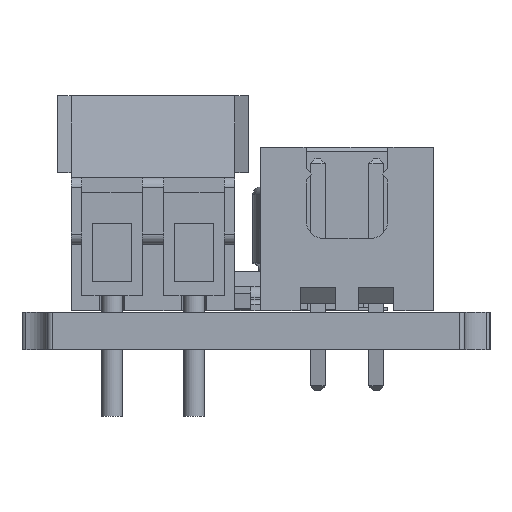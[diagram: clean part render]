
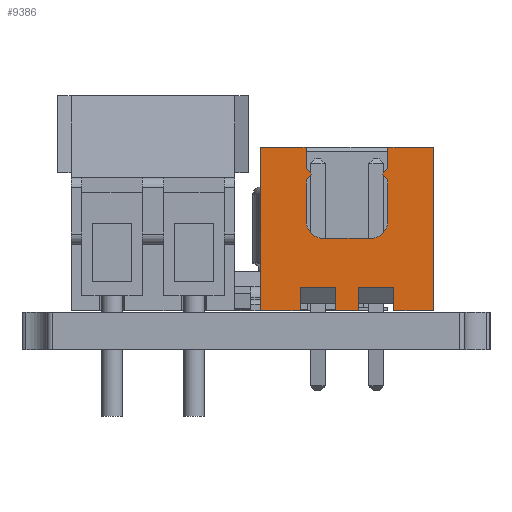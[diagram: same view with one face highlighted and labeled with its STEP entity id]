
A CAD part, left-side view. The second image highlights one B-rep face of the part: STEP entity #9386.
In plain terms, the highlighted face is planar.
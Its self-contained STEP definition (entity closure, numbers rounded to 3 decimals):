
#8831 = VERTEX_POINT('',#8832);
#8832 = CARTESIAN_POINT('',(-2.45,2.35,0.));
#8840 = EDGE_CURVE('',#8831,#8841,#8843,.T.);
#8841 = VERTEX_POINT('',#8842);
#8842 = CARTESIAN_POINT('',(-2.45,2.35,7.));
#8843 = LINE('',#8844,#8845);
#8844 = CARTESIAN_POINT('',(-2.45,2.35,0.));
#8845 = VECTOR('',#8846,1.);
#8846 = DIRECTION('',(0.,0.,1.));
#9032 = VERTEX_POINT('',#9033);
#9033 = CARTESIAN_POINT('',(4.95,2.35,0.));
#9075 = VERTEX_POINT('',#9076);
#9076 = CARTESIAN_POINT('',(4.95,2.35,7.));
#9082 = EDGE_CURVE('',#9032,#9075,#9083,.T.);
#9083 = LINE('',#9084,#9085);
#9084 = CARTESIAN_POINT('',(4.95,2.35,0.));
#9085 = VECTOR('',#9086,1.);
#9086 = DIRECTION('',(0.,0.,1.));
#9189 = VERTEX_POINT('',#9190);
#9190 = CARTESIAN_POINT('',(-0.75,2.35,0.));
#9196 = EDGE_CURVE('',#9189,#8831,#9197,.T.);
#9197 = LINE('',#9198,#9199);
#9198 = CARTESIAN_POINT('',(4.95,2.35,0.));
#9199 = VECTOR('',#9200,1.);
#9200 = DIRECTION('',(-1.,0.,0.));
#9368 = VERTEX_POINT('',#9369);
#9369 = CARTESIAN_POINT('',(-0.5,2.35,7.));
#9375 = EDGE_CURVE('',#9368,#8841,#9376,.T.);
#9376 = LINE('',#9377,#9378);
#9377 = CARTESIAN_POINT('',(4.95,2.35,7.));
#9378 = VECTOR('',#9379,1.);
#9379 = DIRECTION('',(-1.,0.,0.));
#9386 = ADVANCED_FACE('',(#9387),#9551,.F.);
#9387 = FACE_BOUND('',#9388,.F.);
#9388 = EDGE_LOOP('',(#9389,#9397,#9398,#9406,#9414,#9422,#9430,#9438,
    #9447,#9455,#9464,#9472,#9480,#9488,#9494,#9495,#9496,#9497,#9505,
    #9513,#9521,#9529,#9537,#9545));
#9389 = ORIENTED_EDGE('',*,*,#9390,.F.);
#9390 = EDGE_CURVE('',#9032,#9391,#9393,.T.);
#9391 = VERTEX_POINT('',#9392);
#9392 = CARTESIAN_POINT('',(3.25,2.35,0.));
#9393 = LINE('',#9394,#9395);
#9394 = CARTESIAN_POINT('',(4.95,2.35,0.));
#9395 = VECTOR('',#9396,1.);
#9396 = DIRECTION('',(-1.,0.,0.));
#9397 = ORIENTED_EDGE('',*,*,#9082,.T.);
#9398 = ORIENTED_EDGE('',*,*,#9399,.T.);
#9399 = EDGE_CURVE('',#9075,#9400,#9402,.T.);
#9400 = VERTEX_POINT('',#9401);
#9401 = CARTESIAN_POINT('',(3.,2.35,7.));
#9402 = LINE('',#9403,#9404);
#9403 = CARTESIAN_POINT('',(4.95,2.35,7.));
#9404 = VECTOR('',#9405,1.);
#9405 = DIRECTION('',(-1.,0.,0.));
#9406 = ORIENTED_EDGE('',*,*,#9407,.F.);
#9407 = EDGE_CURVE('',#9408,#9400,#9410,.T.);
#9408 = VERTEX_POINT('',#9409);
#9409 = CARTESIAN_POINT('',(3.,2.35,6.1));
#9410 = LINE('',#9411,#9412);
#9411 = CARTESIAN_POINT('',(3.,2.35,6.1));
#9412 = VECTOR('',#9413,1.);
#9413 = DIRECTION('',(0.,0.,1.));
#9414 = ORIENTED_EDGE('',*,*,#9415,.F.);
#9415 = EDGE_CURVE('',#9416,#9408,#9418,.T.);
#9416 = VERTEX_POINT('',#9417);
#9417 = CARTESIAN_POINT('',(2.75,2.35,5.85));
#9418 = LINE('',#9419,#9420);
#9419 = CARTESIAN_POINT('',(2.75,2.35,5.85));
#9420 = VECTOR('',#9421,1.);
#9421 = DIRECTION('',(0.707,0.,0.707)
  );
#9422 = ORIENTED_EDGE('',*,*,#9423,.F.);
#9423 = EDGE_CURVE('',#9424,#9416,#9426,.T.);
#9424 = VERTEX_POINT('',#9425);
#9425 = CARTESIAN_POINT('',(3.,2.35,5.6));
#9426 = LINE('',#9427,#9428);
#9427 = CARTESIAN_POINT('',(3.,2.35,5.6));
#9428 = VECTOR('',#9429,1.);
#9429 = DIRECTION('',(-0.707,0.,0.707)
  );
#9430 = ORIENTED_EDGE('',*,*,#9431,.F.);
#9431 = EDGE_CURVE('',#9432,#9424,#9434,.T.);
#9432 = VERTEX_POINT('',#9433);
#9433 = CARTESIAN_POINT('',(3.,2.35,3.85));
#9434 = LINE('',#9435,#9436);
#9435 = CARTESIAN_POINT('',(3.,2.35,3.1));
#9436 = VECTOR('',#9437,1.);
#9437 = DIRECTION('',(0.,0.,1.));
#9438 = ORIENTED_EDGE('',*,*,#9439,.F.);
#9439 = EDGE_CURVE('',#9440,#9432,#9442,.T.);
#9440 = VERTEX_POINT('',#9441);
#9441 = CARTESIAN_POINT('',(2.25,2.35,3.1));
#9442 = CIRCLE('',#9443,0.75);
#9443 = AXIS2_PLACEMENT_3D('',#9444,#9445,#9446);
#9444 = CARTESIAN_POINT('',(2.25,2.35,3.85));
#9445 = DIRECTION('',(0.,-1.,0.));
#9446 = DIRECTION('',(0.,0.,1.));
#9447 = ORIENTED_EDGE('',*,*,#9448,.F.);
#9448 = EDGE_CURVE('',#9449,#9440,#9451,.T.);
#9449 = VERTEX_POINT('',#9450);
#9450 = CARTESIAN_POINT('',(0.25,2.35,3.1));
#9451 = LINE('',#9452,#9453);
#9452 = CARTESIAN_POINT('',(1.25,2.35,3.1));
#9453 = VECTOR('',#9454,1.);
#9454 = DIRECTION('',(1.,0.,0.));
#9455 = ORIENTED_EDGE('',*,*,#9456,.T.);
#9456 = EDGE_CURVE('',#9449,#9457,#9459,.T.);
#9457 = VERTEX_POINT('',#9458);
#9458 = CARTESIAN_POINT('',(-0.5,2.35,3.85));
#9459 = CIRCLE('',#9460,0.75);
#9460 = AXIS2_PLACEMENT_3D('',#9461,#9462,#9463);
#9461 = CARTESIAN_POINT('',(0.25,2.35,3.85));
#9462 = DIRECTION('',(0.,1.,-0.));
#9463 = DIRECTION('',(0.,0.,1.));
#9464 = ORIENTED_EDGE('',*,*,#9465,.T.);
#9465 = EDGE_CURVE('',#9457,#9466,#9468,.T.);
#9466 = VERTEX_POINT('',#9467);
#9467 = CARTESIAN_POINT('',(-0.5,2.35,5.6));
#9468 = LINE('',#9469,#9470);
#9469 = CARTESIAN_POINT('',(-0.5,2.35,3.1));
#9470 = VECTOR('',#9471,1.);
#9471 = DIRECTION('',(0.,0.,1.));
#9472 = ORIENTED_EDGE('',*,*,#9473,.T.);
#9473 = EDGE_CURVE('',#9466,#9474,#9476,.T.);
#9474 = VERTEX_POINT('',#9475);
#9475 = CARTESIAN_POINT('',(-0.25,2.35,5.85));
#9476 = LINE('',#9477,#9478);
#9477 = CARTESIAN_POINT('',(-0.5,2.35,5.6));
#9478 = VECTOR('',#9479,1.);
#9479 = DIRECTION('',(0.707,0.,0.707)
  );
#9480 = ORIENTED_EDGE('',*,*,#9481,.T.);
#9481 = EDGE_CURVE('',#9474,#9482,#9484,.T.);
#9482 = VERTEX_POINT('',#9483);
#9483 = CARTESIAN_POINT('',(-0.5,2.35,6.1));
#9484 = LINE('',#9485,#9486);
#9485 = CARTESIAN_POINT('',(-0.25,2.35,5.85));
#9486 = VECTOR('',#9487,1.);
#9487 = DIRECTION('',(-0.707,0.,0.707)
  );
#9488 = ORIENTED_EDGE('',*,*,#9489,.T.);
#9489 = EDGE_CURVE('',#9482,#9368,#9490,.T.);
#9490 = LINE('',#9491,#9492);
#9491 = CARTESIAN_POINT('',(-0.5,2.35,6.1));
#9492 = VECTOR('',#9493,1.);
#9493 = DIRECTION('',(0.,0.,1.));
#9494 = ORIENTED_EDGE('',*,*,#9375,.T.);
#9495 = ORIENTED_EDGE('',*,*,#8840,.F.);
#9496 = ORIENTED_EDGE('',*,*,#9196,.F.);
#9497 = ORIENTED_EDGE('',*,*,#9498,.T.);
#9498 = EDGE_CURVE('',#9189,#9499,#9501,.T.);
#9499 = VERTEX_POINT('',#9500);
#9500 = CARTESIAN_POINT('',(-0.75,2.35,1.));
#9501 = LINE('',#9502,#9503);
#9502 = CARTESIAN_POINT('',(-0.75,2.35,0.));
#9503 = VECTOR('',#9504,1.);
#9504 = DIRECTION('',(0.,0.,1.));
#9505 = ORIENTED_EDGE('',*,*,#9506,.F.);
#9506 = EDGE_CURVE('',#9507,#9499,#9509,.T.);
#9507 = VERTEX_POINT('',#9508);
#9508 = CARTESIAN_POINT('',(0.75,2.35,1.));
#9509 = LINE('',#9510,#9511);
#9510 = CARTESIAN_POINT('',(0.75,2.35,1.));
#9511 = VECTOR('',#9512,1.);
#9512 = DIRECTION('',(-1.,0.,0.));
#9513 = ORIENTED_EDGE('',*,*,#9514,.F.);
#9514 = EDGE_CURVE('',#9515,#9507,#9517,.T.);
#9515 = VERTEX_POINT('',#9516);
#9516 = CARTESIAN_POINT('',(0.75,2.35,0.));
#9517 = LINE('',#9518,#9519);
#9518 = CARTESIAN_POINT('',(0.75,2.35,0.));
#9519 = VECTOR('',#9520,1.);
#9520 = DIRECTION('',(0.,0.,1.));
#9521 = ORIENTED_EDGE('',*,*,#9522,.F.);
#9522 = EDGE_CURVE('',#9523,#9515,#9525,.T.);
#9523 = VERTEX_POINT('',#9524);
#9524 = CARTESIAN_POINT('',(1.75,2.35,0.));
#9525 = LINE('',#9526,#9527);
#9526 = CARTESIAN_POINT('',(4.95,2.35,0.));
#9527 = VECTOR('',#9528,1.);
#9528 = DIRECTION('',(-1.,0.,0.));
#9529 = ORIENTED_EDGE('',*,*,#9530,.T.);
#9530 = EDGE_CURVE('',#9523,#9531,#9533,.T.);
#9531 = VERTEX_POINT('',#9532);
#9532 = CARTESIAN_POINT('',(1.75,2.35,1.));
#9533 = LINE('',#9534,#9535);
#9534 = CARTESIAN_POINT('',(1.75,2.35,0.));
#9535 = VECTOR('',#9536,1.);
#9536 = DIRECTION('',(0.,0.,1.));
#9537 = ORIENTED_EDGE('',*,*,#9538,.F.);
#9538 = EDGE_CURVE('',#9539,#9531,#9541,.T.);
#9539 = VERTEX_POINT('',#9540);
#9540 = CARTESIAN_POINT('',(3.25,2.35,1.));
#9541 = LINE('',#9542,#9543);
#9542 = CARTESIAN_POINT('',(3.25,2.35,1.));
#9543 = VECTOR('',#9544,1.);
#9544 = DIRECTION('',(-1.,0.,0.));
#9545 = ORIENTED_EDGE('',*,*,#9546,.F.);
#9546 = EDGE_CURVE('',#9391,#9539,#9547,.T.);
#9547 = LINE('',#9548,#9549);
#9548 = CARTESIAN_POINT('',(3.25,2.35,0.));
#9549 = VECTOR('',#9550,1.);
#9550 = DIRECTION('',(0.,0.,1.));
#9551 = PLANE('',#9552);
#9552 = AXIS2_PLACEMENT_3D('',#9553,#9554,#9555);
#9553 = CARTESIAN_POINT('',(4.95,2.35,0.));
#9554 = DIRECTION('',(0.,-1.,0.));
#9555 = DIRECTION('',(-1.,0.,0.));
